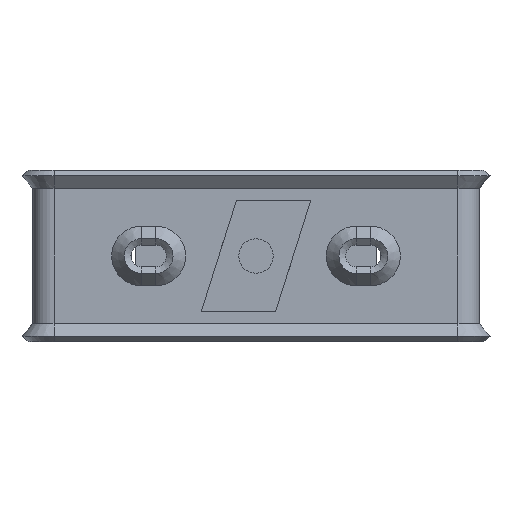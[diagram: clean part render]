
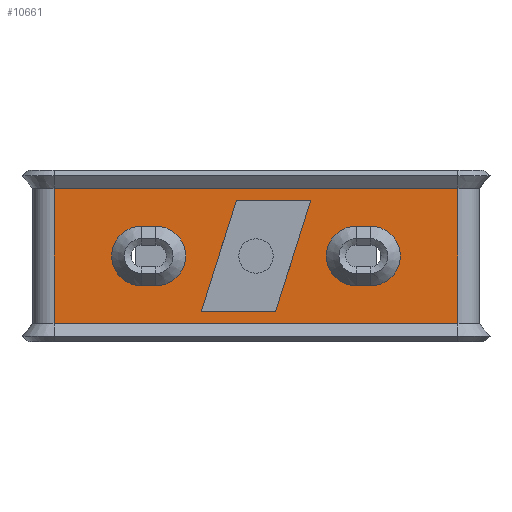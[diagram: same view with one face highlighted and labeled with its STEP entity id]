
A CAD part, front view. The second image highlights one B-rep face of the part: STEP entity #10661.
In plain terms, the highlighted planar face has unit normal (0, -1, 0).
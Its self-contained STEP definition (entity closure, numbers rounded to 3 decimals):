
#42 = VECTOR ( 'NONE', #11195, 1000. ) ;
#126 = CARTESIAN_POINT ( 'NONE',  ( 0., -2., 6.957 ) ) ;
#163 = DIRECTION ( 'NONE',  ( 1., 0., 0. ) ) ;
#230 = EDGE_CURVE ( 'NONE', #1549, #2419, #1853, .T. ) ;
#241 = DIRECTION ( 'NONE',  ( 0., -1., 0. ) ) ;
#304 = LINE ( 'NONE', #6019, #10764 ) ;
#417 = CARTESIAN_POINT ( 'NONE',  ( -26.65, -2., -6.957 ) ) ;
#478 = CARTESIAN_POINT ( 'NONE',  ( 47., -2., -12.5 ) ) ;
#763 = CIRCLE ( 'NONE', #11958, 6.957 ) ;
#805 = FACE_BOUND ( 'NONE', #6293, .T. ) ;
#984 = EDGE_LOOP ( 'NONE', ( #11616, #4845 ) ) ;
#1101 = DIRECTION ( 'NONE',  ( -1., 0., 0. ) ) ;
#1231 = EDGE_LOOP ( 'NONE', ( #1676, #7375, #8430, #1533 ) ) ;
#1487 = VECTOR ( 'NONE', #4261, 1000. ) ;
#1533 = ORIENTED_EDGE ( 'NONE', *, *, #10759, .F. ) ;
#1549 = VERTEX_POINT ( 'NONE', #12493 ) ;
#1611 = CARTESIAN_POINT ( 'NONE',  ( -23.35, -2., 0. ) ) ;
#1631 = CARTESIAN_POINT ( 'NONE',  ( 0., -2., -8.328 ) ) ;
#1676 = ORIENTED_EDGE ( 'NONE', *, *, #230, .F. ) ;
#1758 = DIRECTION ( 'NONE',  ( 0., 1., 0. ) ) ;
#1774 = CIRCLE ( 'NONE', #9599, 8.328 ) ;
#1853 = CIRCLE ( 'NONE', #7534, 6.957 ) ;
#2178 = CARTESIAN_POINT ( 'NONE',  ( 0., -2., 6.957 ) ) ;
#2214 = VERTEX_POINT ( 'NONE', #7816 ) ;
#2324 = EDGE_CURVE ( 'NONE', #3177, #1549, #3023, .T. ) ;
#2419 = VERTEX_POINT ( 'NONE', #9133 ) ;
#2556 = VERTEX_POINT ( 'NONE', #417 ) ;
#2568 = DIRECTION ( 'NONE',  ( 0., 0., 1. ) ) ;
#2645 = EDGE_CURVE ( 'NONE', #2556, #12026, #304, .T. ) ;
#3023 = LINE ( 'NONE', #126, #3333 ) ;
#3070 = FACE_BOUND ( 'NONE', #1231, .T. ) ;
#3150 = DIRECTION ( 'NONE',  ( -1., 0., 0. ) ) ;
#3176 = EDGE_CURVE ( 'NONE', #6336, #4591, #5778, .T. ) ;
#3177 = VERTEX_POINT ( 'NONE', #10838 ) ;
#3333 = VECTOR ( 'NONE', #1101, 1000. ) ;
#3365 = CARTESIAN_POINT ( 'NONE',  ( 0., -2., 0. ) ) ;
#3388 = CARTESIAN_POINT ( 'NONE',  ( 26.65, -2., -6.957 ) ) ;
#3465 = VECTOR ( 'NONE', #11809, 1000. ) ;
#3467 = ORIENTED_EDGE ( 'NONE', *, *, #3176, .F. ) ;
#3670 = CARTESIAN_POINT ( 'NONE',  ( 0., -2., 0. ) ) ;
#3704 = VERTEX_POINT ( 'NONE', #10395 ) ;
#3812 = VERTEX_POINT ( 'NONE', #1631 ) ;
#3834 = VECTOR ( 'NONE', #3150, 1000. ) ;
#3973 = CARTESIAN_POINT ( 'NONE',  ( 47., -2., -15.626 ) ) ;
#4144 = EDGE_CURVE ( 'NONE', #3812, #3704, #1774, .T. ) ;
#4159 = DIRECTION ( 'NONE',  ( 0., -1., 0. ) ) ;
#4235 = EDGE_CURVE ( 'NONE', #7372, #2214, #11624, .T. ) ;
#4261 = DIRECTION ( 'NONE',  ( -1., 0., 0. ) ) ;
#4341 = DIRECTION ( 'NONE',  ( 0., 0., 1. ) ) ;
#4358 = DIRECTION ( 'NONE',  ( 0., 0., 1. ) ) ;
#4544 = CARTESIAN_POINT ( 'NONE',  ( 26.65, -2., 0. ) ) ;
#4591 = VERTEX_POINT ( 'NONE', #9622 ) ;
#4764 = LINE ( 'NONE', #6008, #9764 ) ;
#4773 = CARTESIAN_POINT ( 'NONE',  ( -47., -2., 15.626 ) ) ;
#4845 = ORIENTED_EDGE ( 'NONE', *, *, #4144, .F. ) ;
#4910 = CARTESIAN_POINT ( 'NONE',  ( -47., -2., 15.626 ) ) ;
#5135 = VERTEX_POINT ( 'NONE', #3388 ) ;
#5206 = LINE ( 'NONE', #478, #10207 ) ;
#5259 = ORIENTED_EDGE ( 'NONE', *, *, #10949, .T. ) ;
#5526 = LINE ( 'NONE', #6265, #42 ) ;
#5533 = DIRECTION ( 'NONE',  ( 0., 0., 1. ) ) ;
#5681 = FACE_BOUND ( 'NONE', #984, .T. ) ;
#5778 = LINE ( 'NONE', #4910, #3465 ) ;
#6008 = CARTESIAN_POINT ( 'NONE',  ( 0., -2., -6.957 ) ) ;
#6019 = CARTESIAN_POINT ( 'NONE',  ( 0., -2., -6.957 ) ) ;
#6086 = CARTESIAN_POINT ( 'NONE',  ( 0., -2., 0. ) ) ;
#6265 = CARTESIAN_POINT ( 'NONE',  ( -47., -2., 12.5 ) ) ;
#6293 = EDGE_LOOP ( 'NONE', ( #8193, #7960, #7368, #8246 ) ) ;
#6336 = VERTEX_POINT ( 'NONE', #4773 ) ;
#6454 = ORIENTED_EDGE ( 'NONE', *, *, #12511, .T. ) ;
#6495 = CIRCLE ( 'NONE', #7429, 8.328 ) ;
#6802 = EDGE_CURVE ( 'NONE', #12601, #2556, #6825, .T. ) ;
#6825 = CIRCLE ( 'NONE', #11122, 6.957 ) ;
#7104 = ORIENTED_EDGE ( 'NONE', *, *, #4235, .F. ) ;
#7107 = DIRECTION ( 'NONE',  ( 0., 0., 1. ) ) ;
#7368 = ORIENTED_EDGE ( 'NONE', *, *, #6802, .F. ) ;
#7372 = VERTEX_POINT ( 'NONE', #3973 ) ;
#7375 = ORIENTED_EDGE ( 'NONE', *, *, #2324, .F. ) ;
#7429 = AXIS2_PLACEMENT_3D ( 'NONE', #3365, #10312, #4358 ) ;
#7443 = CARTESIAN_POINT ( 'NONE',  ( -26.65, -2., 6.957 ) ) ;
#7534 = AXIS2_PLACEMENT_3D ( 'NONE', #11172, #11211, #10214 ) ;
#7741 = CARTESIAN_POINT ( 'NONE',  ( -23.35, -2., 6.957 ) ) ;
#7816 = CARTESIAN_POINT ( 'NONE',  ( -47., -2., -15.626 ) ) ;
#7954 = EDGE_CURVE ( 'NONE', #5135, #3177, #9470, .T. ) ;
#7960 = ORIENTED_EDGE ( 'NONE', *, *, #2645, .F. ) ;
#8007 = AXIS2_PLACEMENT_3D ( 'NONE', #3670, #1758, #8682 ) ;
#8193 = ORIENTED_EDGE ( 'NONE', *, *, #12623, .F. ) ;
#8246 = ORIENTED_EDGE ( 'NONE', *, *, #10832, .F. ) ;
#8372 = FACE_OUTER_BOUND ( 'NONE', #9035, .T. ) ;
#8430 = ORIENTED_EDGE ( 'NONE', *, *, #7954, .F. ) ;
#8520 = DIRECTION ( 'NONE',  ( 0., -1., 0. ) ) ;
#8682 = DIRECTION ( 'NONE',  ( 0., 0., 1. ) ) ;
#9035 = EDGE_LOOP ( 'NONE', ( #6454, #3467, #5259, #7104 ) ) ;
#9133 = CARTESIAN_POINT ( 'NONE',  ( 23.35, -2., -6.957 ) ) ;
#9470 = CIRCLE ( 'NONE', #10806, 6.957 ) ;
#9599 = AXIS2_PLACEMENT_3D ( 'NONE', #6086, #241, #7107 ) ;
#9622 = CARTESIAN_POINT ( 'NONE',  ( 47., -2., 15.626 ) ) ;
#9752 = EDGE_CURVE ( 'NONE', #3704, #3812, #6495, .T. ) ;
#9764 = VECTOR ( 'NONE', #163, 1000. ) ;
#10123 = CARTESIAN_POINT ( 'NONE',  ( -26.65, -2., 0. ) ) ;
#10127 = VERTEX_POINT ( 'NONE', #7741 ) ;
#10207 = VECTOR ( 'NONE', #4341, 1000. ) ;
#10214 = DIRECTION ( 'NONE',  ( 0., 0., 1. ) ) ;
#10225 = CARTESIAN_POINT ( 'NONE',  ( 47., -2., -15.626 ) ) ;
#10312 = DIRECTION ( 'NONE',  ( 0., -1., 0. ) ) ;
#10395 = CARTESIAN_POINT ( 'NONE',  ( 0., -2., 8.328 ) ) ;
#10661 = ADVANCED_FACE ( 'NONE', ( #8372, #5681, #805, #3070 ), #11570, .F. ) ;
#10759 = EDGE_CURVE ( 'NONE', #2419, #5135, #4764, .T. ) ;
#10764 = VECTOR ( 'NONE', #11918, 1000. ) ;
#10806 = AXIS2_PLACEMENT_3D ( 'NONE', #4544, #11451, #5533 ) ;
#10832 = EDGE_CURVE ( 'NONE', #10127, #12601, #11711, .T. ) ;
#10838 = CARTESIAN_POINT ( 'NONE',  ( 26.65, -2., 6.957 ) ) ;
#10949 = EDGE_CURVE ( 'NONE', #6336, #2214, #5526, .T. ) ;
#11086 = DIRECTION ( 'NONE',  ( 0., 0., 1. ) ) ;
#11122 = AXIS2_PLACEMENT_3D ( 'NONE', #10123, #4159, #11086 ) ;
#11172 = CARTESIAN_POINT ( 'NONE',  ( 23.35, -2., 0. ) ) ;
#11195 = DIRECTION ( 'NONE',  ( 0., 0., -1. ) ) ;
#11211 = DIRECTION ( 'NONE',  ( 0., -1., 0. ) ) ;
#11426 = CARTESIAN_POINT ( 'NONE',  ( -23.35, -2., -6.957 ) ) ;
#11451 = DIRECTION ( 'NONE',  ( 0., -1., 0. ) ) ;
#11570 = PLANE ( 'NONE',  #8007 ) ;
#11616 = ORIENTED_EDGE ( 'NONE', *, *, #9752, .F. ) ;
#11624 = LINE ( 'NONE', #10225, #1487 ) ;
#11711 = LINE ( 'NONE', #2178, #3834 ) ;
#11809 = DIRECTION ( 'NONE',  ( 1., 0., 0. ) ) ;
#11918 = DIRECTION ( 'NONE',  ( 1., 0., 0. ) ) ;
#11958 = AXIS2_PLACEMENT_3D ( 'NONE', #1611, #8520, #2568 ) ;
#12026 = VERTEX_POINT ( 'NONE', #11426 ) ;
#12493 = CARTESIAN_POINT ( 'NONE',  ( 23.35, -2., 6.957 ) ) ;
#12511 = EDGE_CURVE ( 'NONE', #7372, #4591, #5206, .T. ) ;
#12601 = VERTEX_POINT ( 'NONE', #7443 ) ;
#12623 = EDGE_CURVE ( 'NONE', #12026, #10127, #763, .T. ) ;
